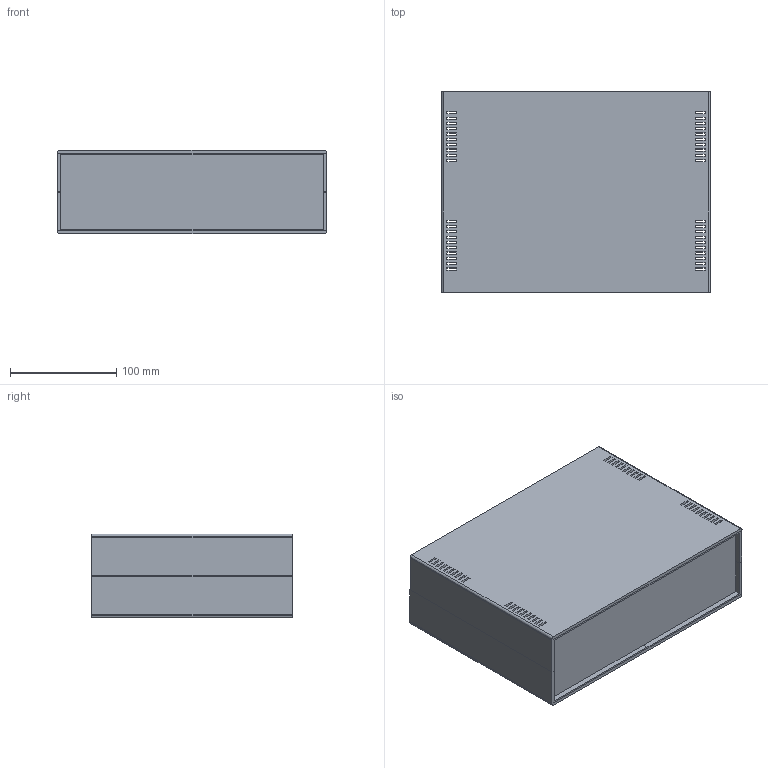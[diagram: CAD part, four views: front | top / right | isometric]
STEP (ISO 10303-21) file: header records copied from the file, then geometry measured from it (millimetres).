
FILE_DESCRIPTION(('FreeCAD Model'),'2;1');
FILE_NAME('Open CASCADE Shape Model','2025-11-26T23:43:04',('Author'),( ''),'Open CASCADE STEP processor 7.8','FreeCAD','Unknown');
FILE_SCHEMA(('AUTOMOTIVE_DESIGN { 1 0 10303 214 1 1 1 1 }'));
Length unit declared in the file: millimetre
Products named in the file (5): Box_25x19x8; Flat Base_002; Flat Base_001; Flat Side_001; Flat Side_002
Assembly tree (4 placements, depth 2):
  Box_25x19x8
    Flat Base_002
    Flat Base_001
    Flat Side_001
    Flat Side_002
Bounding box: 253 x 189 x 79 mm (x, y, z)
Volume: 494549.2 mm3; surface area: 345490.1 mm2
Topology: 4 solids, 4 shells, 518 faces, 1368 edges, 904 vertices
Faces by surface type: plane 442, cylinder 76
Full cylindrical faces by diameter (mm): 3.1 x12, 4 x4, 8 x12, 9 x4
Entity records: 16230 total; most frequent: CARTESIAN_POINT 2795, ORIENTED_EDGE 2736, DIRECTION 2566, EDGE_CURVE 1368, LINE 1216, VECTOR 1216, VERTEX_POINT 904, FACE_BOUND 724
